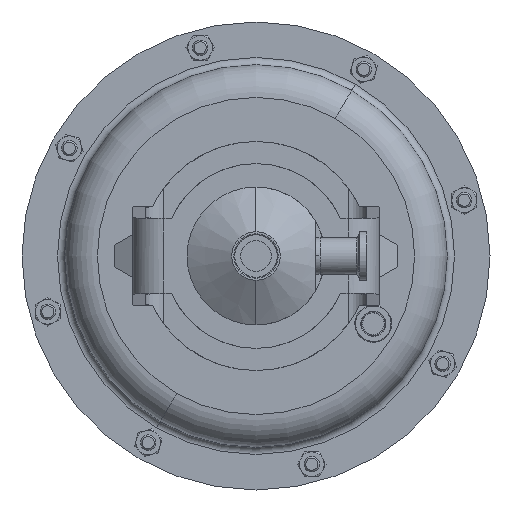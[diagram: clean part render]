
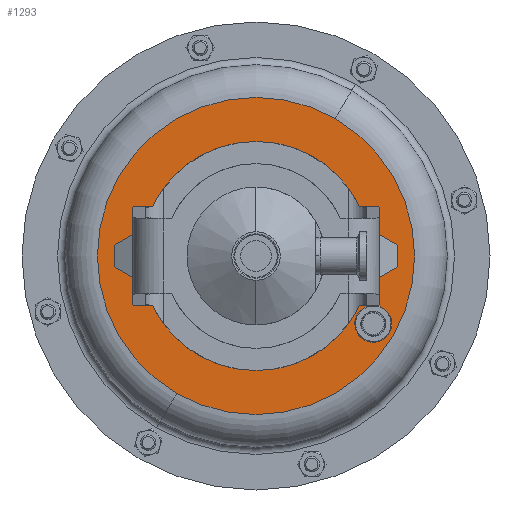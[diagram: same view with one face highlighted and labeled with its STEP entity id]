
A CAD part, front view. The second image highlights one B-rep face of the part: STEP entity #1293.
In plain terms, the highlighted planar face has unit normal (0, -1, 0).
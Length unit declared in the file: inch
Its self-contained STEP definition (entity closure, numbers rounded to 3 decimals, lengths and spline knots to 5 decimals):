
#1 = AXIS2_PLACEMENT_3D ( 'NONE', #10114, #11620, #2574 ) ;
#79 = DIRECTION ( 'NONE',  ( 0.605, 0., 0.796 ) ) ;
#537 = VERTEX_POINT ( 'NONE', #17380 ) ;
#563 = AXIS2_PLACEMENT_3D ( 'NONE', #18192, #9162, #79 ) ;
#915 = CARTESIAN_POINT ( 'NONE',  ( 0., 8.563, 0. ) ) ;
#921 = FACE_BOUND ( 'NONE', #15673, .T. ) ;
#1043 = CIRCLE ( 'NONE', #5619, 2.325 ) ;
#1128 = DIRECTION ( 'NONE',  ( 0., 1., 0. ) ) ;
#1293 = ADVANCED_FACE ( 'NONE', ( #921, #16527, #19128 ), #16536, .T. ) ;
#1452 = EDGE_CURVE ( 'NONE', #5969, #3879, #8740, .T. ) ;
#1772 = DIRECTION ( 'NONE',  ( 0.5, 0., 0.866 ) ) ;
#1864 = CARTESIAN_POINT ( 'NONE',  ( 1.6095, 8.563, 2.78774 ) ) ;
#2457 = DIRECTION ( 'NONE',  ( 0., 1., 0. ) ) ;
#2574 = DIRECTION ( 'NONE',  ( 0.605, 0., 0.796 ) ) ;
#2593 = EDGE_CURVE ( 'NONE', #7672, #16438, #6111, .T. ) ;
#2614 = ORIENTED_EDGE ( 'NONE', *, *, #1452, .T. ) ;
#2940 = DIRECTION ( 'NONE',  ( 0., -1., 0. ) ) ;
#3163 = AXIS2_PLACEMENT_3D ( 'NONE', #915, #2457, #5692 ) ;
#3879 = VERTEX_POINT ( 'NONE', #10808 ) ;
#5311 = AXIS2_PLACEMENT_3D ( 'NONE', #6252, #12322, #18314 ) ;
#5619 = AXIS2_PLACEMENT_3D ( 'NONE', #19229, #1128, #7690 ) ;
#5692 = DIRECTION ( 'NONE',  ( 0.5, 0., 0.866 ) ) ;
#5969 = VERTEX_POINT ( 'NONE', #19488 ) ;
#6111 = CIRCLE ( 'NONE', #3163, 3.219 ) ;
#6252 = CARTESIAN_POINT ( 'NONE',  ( 0., 8.563, 0. ) ) ;
#6301 = EDGE_CURVE ( 'NONE', #3879, #5969, #1043, .T. ) ;
#6567 = ORIENTED_EDGE ( 'NONE', *, *, #15861, .T. ) ;
#7074 = AXIS2_PLACEMENT_3D ( 'NONE', #15008, #2940, #16399 ) ;
#7672 = VERTEX_POINT ( 'NONE', #1864 ) ;
#7690 = DIRECTION ( 'NONE',  ( 0., 0., -1. ) ) ;
#8042 = CIRCLE ( 'NONE', #563, 0.375 ) ;
#8740 = CIRCLE ( 'NONE', #5311, 2.325 ) ;
#9162 = DIRECTION ( 'NONE',  ( 0., 1., 0. ) ) ;
#9331 = CARTESIAN_POINT ( 'NONE',  ( -1.6095, 8.563, -2.78774 ) ) ;
#10114 = CARTESIAN_POINT ( 'NONE',  ( 2.38157, 8.563, -1.375 ) ) ;
#10318 = CIRCLE ( 'NONE', #14099, 3.219 ) ;
#10584 = EDGE_CURVE ( 'NONE', #16438, #7672, #10318, .T. ) ;
#10808 = CARTESIAN_POINT ( 'NONE',  ( 0., 8.563, 2.325 ) ) ;
#10981 = CARTESIAN_POINT ( 'NONE',  ( 0., 8.563, 0. ) ) ;
#11620 = DIRECTION ( 'NONE',  ( 0., 1., 0. ) ) ;
#12322 = DIRECTION ( 'NONE',  ( 0., 1., 0. ) ) ;
#12380 = EDGE_CURVE ( 'NONE', #16673, #537, #16609, .T. ) ;
#12775 = ORIENTED_EDGE ( 'NONE', *, *, #2593, .F. ) ;
#14099 = AXIS2_PLACEMENT_3D ( 'NONE', #10981, #16833, #1772 ) ;
#14919 = ORIENTED_EDGE ( 'NONE', *, *, #10584, .F. ) ;
#15008 = CARTESIAN_POINT ( 'NONE',  ( 2.78774, 8.563, -1.6095 ) ) ;
#15673 = EDGE_LOOP ( 'NONE', ( #2614, #17741 ) ) ;
#15861 = EDGE_CURVE ( 'NONE', #537, #16673, #8042, .T. ) ;
#15964 = CARTESIAN_POINT ( 'NONE',  ( 2.60854, 8.563, -1.07649 ) ) ;
#16362 = EDGE_LOOP ( 'NONE', ( #17609, #6567 ) ) ;
#16399 = DIRECTION ( 'NONE',  ( -0.5, 0., -0.866 ) ) ;
#16438 = VERTEX_POINT ( 'NONE', #9331 ) ;
#16527 = FACE_OUTER_BOUND ( 'NONE', #18608, .T. ) ;
#16536 = PLANE ( 'NONE',  #7074 ) ;
#16609 = CIRCLE ( 'NONE', #1, 0.375 ) ;
#16673 = VERTEX_POINT ( 'NONE', #15964 ) ;
#16833 = DIRECTION ( 'NONE',  ( 0., 1., 0. ) ) ;
#17380 = CARTESIAN_POINT ( 'NONE',  ( 2.1546, 8.563, -1.67351 ) ) ;
#17609 = ORIENTED_EDGE ( 'NONE', *, *, #12380, .T. ) ;
#17741 = ORIENTED_EDGE ( 'NONE', *, *, #6301, .T. ) ;
#18192 = CARTESIAN_POINT ( 'NONE',  ( 2.38157, 8.563, -1.375 ) ) ;
#18314 = DIRECTION ( 'NONE',  ( 0., 0., -1. ) ) ;
#18608 = EDGE_LOOP ( 'NONE', ( #12775, #14919 ) ) ;
#19128 = FACE_BOUND ( 'NONE', #16362, .T. ) ;
#19229 = CARTESIAN_POINT ( 'NONE',  ( 0., 8.563, 0. ) ) ;
#19488 = CARTESIAN_POINT ( 'NONE',  ( 0., 8.563, -2.325 ) ) ;
